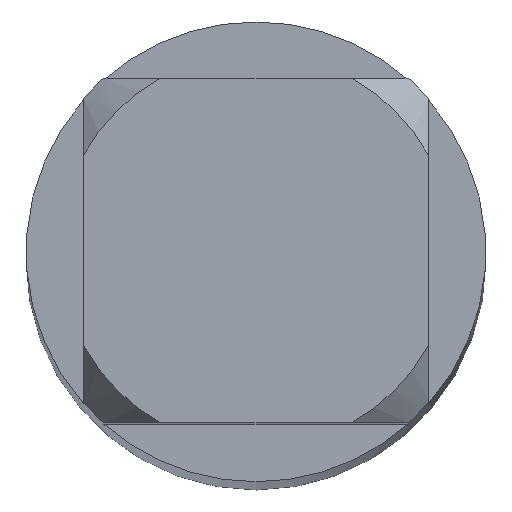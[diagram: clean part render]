
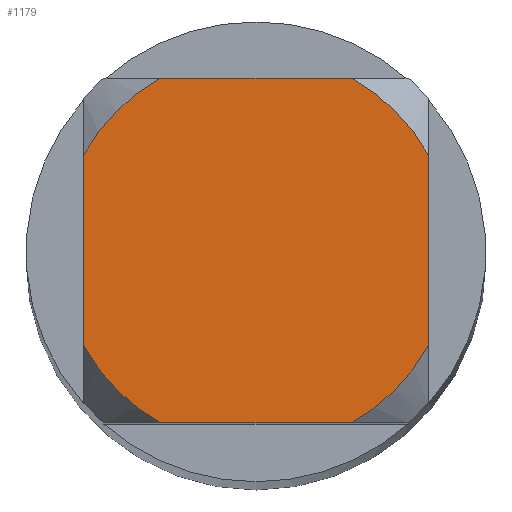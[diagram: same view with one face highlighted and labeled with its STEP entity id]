
A CAD part, top view. The second image highlights one B-rep face of the part: STEP entity #1179.
In plain terms, the highlighted planar face has unit normal (0, 0, 1).
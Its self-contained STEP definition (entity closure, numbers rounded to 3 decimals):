
#891=VERTEX_POINT('',#2528);
#927=VERTEX_POINT('',#2565);
#943=EDGE_CURVE('',#927,#1585,#2582,.T.);
#1073=EDGE_CURVE('',#1987,#1585,#2726,.T.);
#1087=VERTEX_POINT('',#2741);
#1179=ADVANCED_FACE('',(#2845),#2846,.T.);
#1585=VERTEX_POINT('',#3289);
#1653=VERTEX_POINT('',#3362);
#1753=EDGE_CURVE('',#2203,#1785,#3474,.T.);
#1785=VERTEX_POINT('',#3508);
#1815=EDGE_CURVE('',#2203,#1653,#3542,.T.);
#1823=EDGE_CURVE('',#927,#891,#3551,.T.);
#1987=VERTEX_POINT('',#3735);
#2007=EDGE_CURVE('',#1087,#891,#3757,.T.);
#2203=VERTEX_POINT('',#3966);
#2327=EDGE_CURVE('',#1987,#1785,#4105,.T.);
#2385=EDGE_CURVE('',#1087,#1653,#4165,.T.);
#2528=CARTESIAN_POINT('',(-0.581,1.05,0.0));
#2565=CARTESIAN_POINT('',(-1.05,0.581,0.0));
#2582=LINE('',#4577,#4578);
#2726=CIRCLE('',#4896,1.2);
#2741=CARTESIAN_POINT('',(0.581,1.05,0.0));
#2845=FACE_OUTER_BOUND('',#5074,.T.);
#2846=PLANE('',#5075);
#3289=CARTESIAN_POINT('',(-1.05,-0.581,0.0));
#3362=CARTESIAN_POINT('',(1.05,0.581,0.0));
#3474=CIRCLE('',#6949,1.2);
#3508=CARTESIAN_POINT('',(0.581,-1.05,0.0));
#3542=LINE('',#7075,#7076);
#3551=CIRCLE('',#7090,1.2);
#3735=CARTESIAN_POINT('',(-0.581,-1.05,0.0));
#3757=LINE('',#7646,#7647);
#3966=CARTESIAN_POINT('',(1.05,-0.581,0.0));
#4105=LINE('',#8436,#8437);
#4165=CIRCLE('',#8607,1.2);
#4577=CARTESIAN_POINT('',(-1.05,0.3,0.0));
#4578=VECTOR('',#8850,1.0);
#4896=AXIS2_PLACEMENT_3D('',#9055,#9056,#9057);
#5074=EDGE_LOOP('',(#9182,#9183,#9184,#9185,#9186,#9187,#9188,#9189));
#5075=AXIS2_PLACEMENT_3D('',#9190,#9191,#9192);
#6949=AXIS2_PLACEMENT_3D('',#9964,#9965,#9966);
#7075=CARTESIAN_POINT('',(1.05,0.3,0.0));
#7076=VECTOR('',#10038,1.0);
#7090=AXIS2_PLACEMENT_3D('',#10051,#10052,#10053);
#7646=CARTESIAN_POINT('',(0.0,1.05,0.0));
#7647=VECTOR('',#10298,1.0);
#8436=CARTESIAN_POINT('',(0.0,-1.05,0.0));
#8437=VECTOR('',#10663,1.0);
#8607=AXIS2_PLACEMENT_3D('',#10692,#10693,#10694);
#8850=DIRECTION('',(-0.0,-1.0,0.0));
#9055=CARTESIAN_POINT('',(0.0,0.0,0.0));
#9056=DIRECTION('',(0.0,0.0,-1.0));
#9057=DIRECTION('',(0.0,1.0,0.0));
#9182=ORIENTED_EDGE('',*,*,#943,.T.);
#9183=ORIENTED_EDGE('',*,*,#1073,.F.);
#9184=ORIENTED_EDGE('',*,*,#2327,.T.);
#9185=ORIENTED_EDGE('',*,*,#1753,.F.);
#9186=ORIENTED_EDGE('',*,*,#1815,.T.);
#9187=ORIENTED_EDGE('',*,*,#2385,.F.);
#9188=ORIENTED_EDGE('',*,*,#2007,.T.);
#9189=ORIENTED_EDGE('',*,*,#1823,.F.);
#9190=CARTESIAN_POINT('',(0.0,0.6,0.0));
#9191=DIRECTION('',(-0.0,0.0,1.0));
#9192=DIRECTION('',(0.0,-1.0,0.0));
#9964=CARTESIAN_POINT('',(0.0,0.0,0.0));
#9965=DIRECTION('',(0.0,0.0,-1.0));
#9966=DIRECTION('',(0.0,1.0,0.0));
#10038=DIRECTION('',(-0.0,1.0,0.0));
#10051=CARTESIAN_POINT('',(0.0,0.0,0.0));
#10052=DIRECTION('',(0.0,0.0,-1.0));
#10053=DIRECTION('',(0.0,1.0,0.0));
#10298=DIRECTION('',(-1.0,0.0,0.0));
#10663=DIRECTION('',(1.0,0.0,0.0));
#10692=CARTESIAN_POINT('',(0.0,0.0,0.0));
#10693=DIRECTION('',(0.0,0.0,-1.0));
#10694=DIRECTION('',(0.0,1.0,0.0));
